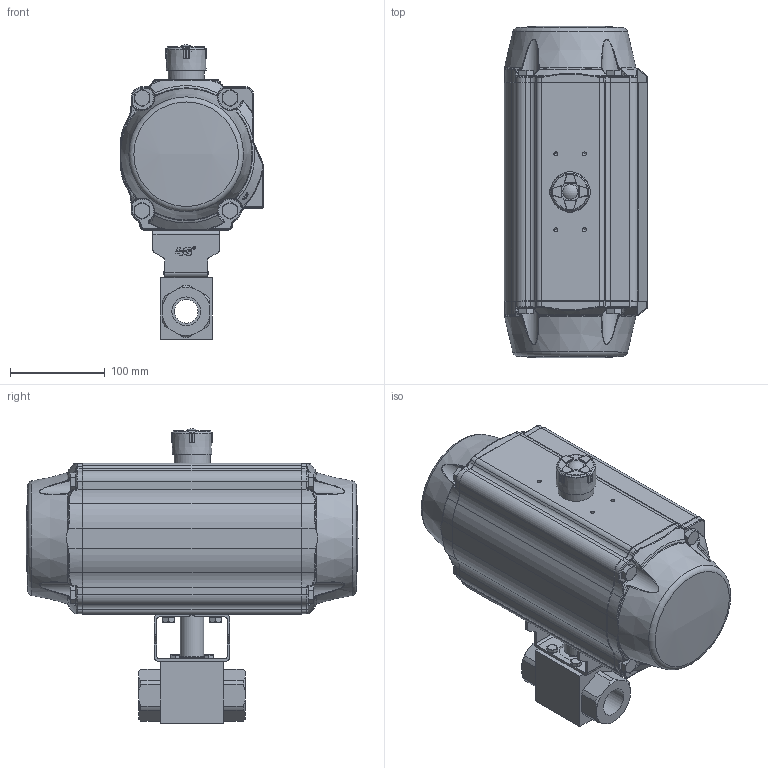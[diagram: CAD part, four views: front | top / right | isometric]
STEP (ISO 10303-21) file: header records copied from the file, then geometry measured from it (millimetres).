
FILE_DESCRIPTION(/* description */ ('Unknown'),/* implementation_level */ '2;1');
FILE_NAME(/* name */ 'FR06 4500_9769-06',/* time_stamp */ '2023-08-17T09:20:41+02:00',/* author */ ('Unknown'),/* organization */ ('Unknown'),/* preprocessor_version */ 'ST-DEVELOPER v18.102',/* originating_system */ 'Solid Edge',/* authorisation */ 'Unknown');
FILE_SCHEMA (('AUTOMOTIVE_DESIGN {1 0 10303 214 3 1 1}'));
Length unit declared in the file: millimetre
Products named in the file (14): FR248-7.500.025; 7.500.025; 49899011_Brücke F07-F05 Höhe 50; 49860303_Spindeladapter Edelstahl_SW17x17x15_Tasche 14x14x14, D=25, L
=60, Aufbau 50_(7.500.032); DIN 933 M6x12 A2-70 BLK_EDST; DIN 933 M8x18 A2-70 BLK_EDST; DW07_FR06_(DW333_FR248); KP-125; ָʾ; 硌尨釱; 硌尨梓尨_酴伎; 指示标示(黄色）_红色; cup head nib bolts with large head gb_GB_FASTENER_BOLT_CHNBW M6X25-N; hexagon head bolts--product grade c gb_GB_FASTENER_BOLT_HHBC M10X45-N
Assembly tree (28 placements, depth 4):
  FR248-7.500.025
    7.500.025
    49899011_Brücke F07-F05 Höhe 50
    49860303_Spindeladapter Edelstahl_SW17x17x15_Tasche 14x14x14, D=25, L
=60, Aufbau 50_(7.500.032)
    DIN 933 M6x12 A2-70 BLK_EDST  x4
    DIN 933 M8x18 A2-70 BLK_EDST  x4
    DW07_FR06_(DW333_FR248)
      KP-125
      ָʾ
        硌尨釱
        硌尨梓尨_酴伎  x2
        指示标示(黄色）_红色  x2
      cup head nib bolts with large head gb_GB_FASTENER_BOLT_CHNBW M6X25-N
      hexagon head bolts--product grade c gb_GB_FASTENER_BOLT_HHBC M10X45-N  x8
Bounding box: 151 x 349.9 x 310.4 mm (x, y, z)
Volume: 6871267.7 mm3; surface area: 335475.9 mm2
Topology: 26 solids, 26 shells, 1623 faces, 3852 edges, 2325 vertices
Faces by surface type: plane 617, cylinder 406, bspline 261, cone 191, torus 129, sphere 19
Full cylindrical faces by diameter (mm): 3 x16, 3.3 x8, 4.2 x8, 4.66 x1, 4.917 x8, 5 x1, 6 x5, 6.2 x1, 6.8 x4, 7 x4, 8 x4, 8.5 x12, 9 x4, 10 x12, 11.8 x2, 13 x4, 25 x2, 30.291 x2, 32 x1, 35 x1, 38 x1, 38.5 x1
Entity records: 45256 total; most frequent: CARTESIAN_POINT 17223, ORIENTED_EDGE 5564, DIRECTION 5214, EDGE_CURVE 2782, AXIS2_PLACEMENT_3D 2040, VERTEX_POINT 1785, FACE_BOUND 1459, EDGE_LOOP 1428
